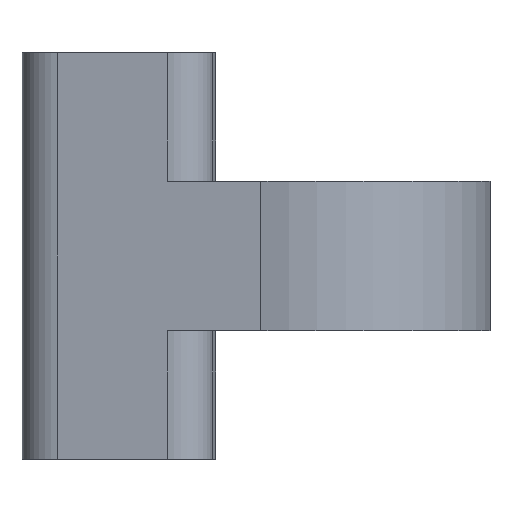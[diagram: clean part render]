
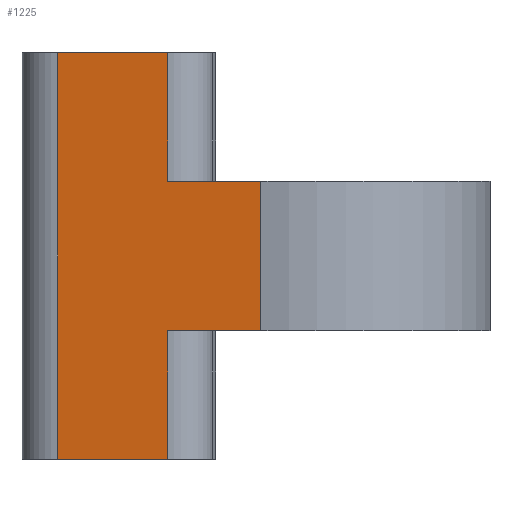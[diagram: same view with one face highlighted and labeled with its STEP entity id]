
A CAD part, left-side view. The second image highlights one B-rep face of the part: STEP entity #1225.
In plain terms, the highlighted planar face has unit normal (-0.986, 0.165, 0).
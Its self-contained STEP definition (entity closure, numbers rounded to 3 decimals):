
#89=LINE('',#1882,#184);
#93=LINE('',#1906,#188);
#100=LINE('',#1933,#195);
#122=LINE('',#2064,#217);
#123=LINE('',#2065,#218);
#124=LINE('',#2066,#219);
#125=LINE('',#2068,#220);
#126=LINE('',#2070,#221);
#184=VECTOR('',#1483,1000.);
#188=VECTOR('',#1505,1000.);
#195=VECTOR('',#1528,1000.);
#217=VECTOR('',#1610,1000.);
#218=VECTOR('',#1611,1000.);
#219=VECTOR('',#1612,1000.);
#220=VECTOR('',#1613,1000.);
#221=VECTOR('',#1614,1000.);
#379=ORIENTED_EDGE('',*,*,#722,.T.);
#380=ORIENTED_EDGE('',*,*,#659,.T.);
#381=ORIENTED_EDGE('',*,*,#723,.F.);
#382=ORIENTED_EDGE('',*,*,#673,.T.);
#383=ORIENTED_EDGE('',*,*,#724,.F.);
#384=ORIENTED_EDGE('',*,*,#725,.F.);
#385=ORIENTED_EDGE('',*,*,#726,.T.);
#386=ORIENTED_EDGE('',*,*,#647,.F.);
#647=EDGE_CURVE('',#825,#826,#89,.T.);
#659=EDGE_CURVE('',#837,#836,#93,.T.);
#673=EDGE_CURVE('',#849,#850,#100,.T.);
#722=EDGE_CURVE('',#825,#837,#122,.T.);
#723=EDGE_CURVE('',#849,#836,#123,.T.);
#724=EDGE_CURVE('',#889,#850,#124,.T.);
#725=EDGE_CURVE('',#890,#889,#125,.T.);
#726=EDGE_CURVE('',#890,#826,#126,.T.);
#825=VERTEX_POINT('',#1881);
#826=VERTEX_POINT('',#1883);
#836=VERTEX_POINT('',#1905);
#837=VERTEX_POINT('',#1907);
#849=VERTEX_POINT('',#1934);
#850=VERTEX_POINT('',#1935);
#889=VERTEX_POINT('',#2067);
#890=VERTEX_POINT('',#2069);
#1011=EDGE_LOOP('',(#379,#380,#381,#382,#383,#384,#385,#386));
#1100=FACE_BOUND('',#1011,.T.);
#1182=PLANE('',#1353);
#1225=ADVANCED_FACE('',(#1100),#1182,.F.);
#1353=AXIS2_PLACEMENT_3D('',#2063,#1608,#1609);
#1483=DIRECTION('',(-0.165,-0.986,0.));
#1505=DIRECTION('',(-0.165,-0.986,0.));
#1528=DIRECTION('',(-0.165,-0.986,0.));
#1608=DIRECTION('',(0.986,-0.165,0.));
#1609=DIRECTION('',(0.165,0.986,0.));
#1610=DIRECTION('',(0.,0.,-1.));
#1611=DIRECTION('',(0.,0.,-1.));
#1612=DIRECTION('',(0.,0.,-1.));
#1613=DIRECTION('',(-0.165,-0.986,0.));
#1614=DIRECTION('',(0.,0.,1.));
#1881=CARTESIAN_POINT('',(-6.07,20.23,9.5));
#1882=CARTESIAN_POINT('',(-6.07,20.23,9.5));
#1883=CARTESIAN_POINT('',(-6.93,15.093,9.5));
#1905=CARTESIAN_POINT('',(-6.93,15.093,-9.5));
#1906=CARTESIAN_POINT('',(-6.07,20.23,-9.5));
#1907=CARTESIAN_POINT('',(-6.07,20.23,-9.5));
#1933=CARTESIAN_POINT('',(-6.07,20.23,-3.5));
#1934=CARTESIAN_POINT('',(-6.93,15.093,-3.5));
#1935=CARTESIAN_POINT('',(-7.659,10.737,-3.5));
#2063=CARTESIAN_POINT('',(-6.07,20.23,3.5));
#2064=CARTESIAN_POINT('',(-6.07,20.23,3.5));
#2065=CARTESIAN_POINT('',(-6.93,15.093,-3.5));
#2066=CARTESIAN_POINT('',(-7.659,10.737,3.5));
#2067=CARTESIAN_POINT('',(-7.659,10.737,3.5));
#2068=CARTESIAN_POINT('',(-6.07,20.23,3.5));
#2069=CARTESIAN_POINT('',(-6.93,15.093,3.5));
#2070=CARTESIAN_POINT('',(-6.93,15.093,3.5));
